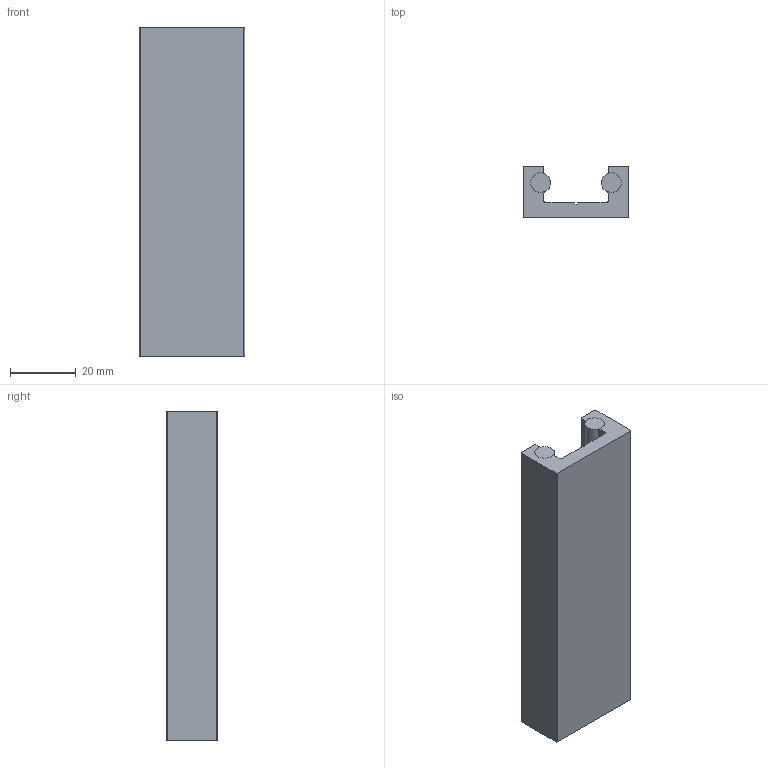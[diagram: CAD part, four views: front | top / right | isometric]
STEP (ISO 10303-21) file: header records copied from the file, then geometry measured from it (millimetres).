
FILE_DESCRIPTION(/* description */ ('PROF.GUIDA IL32 32x15.5 '),/* implementation_level */ '2;1');
FILE_NAME(/* name */ 'BPRGD0000013.stp',/* time_stamp */ '2022-07-26T14:58:26+02:00',/* author */ ('tecnico3.vi'),/* organization */ (''),/* preprocessor_version */ 'ST-DEVELOPER v18.1',/* originating_system */ 'Autodesk Inventor 2022',/* authorisation */ '');
FILE_SCHEMA (('AUTOMOTIVE_DESIGN { 1 0 10303 214 3 1 1 }'));
Length unit declared in the file: millimetre
Products named in the file (3): 01.IL32.00; 958510004025; 958510004024
Assembly tree (3 placements, depth 2):
  01.IL32.00
    958510004025
    958510004024  x2
Bounding box: 32 x 15.5 x 100 mm (x, y, z)
Volume: 29767.3 mm3; surface area: 17165.1 mm2
Topology: 3 solids, 3 shells, 31 faces, 75 edges, 50 vertices
Faces by surface type: plane 19, cylinder 12
Full cylindrical faces by diameter (mm): 6 x2
Entity records: 982 total; most frequent: DIRECTION 162, CARTESIAN_POINT 154, ORIENTED_EDGE 144, EDGE_CURVE 72, AXIS2_PLACEMENT_3D 56, LINE 50, VECTOR 50, VERTEX_POINT 48
